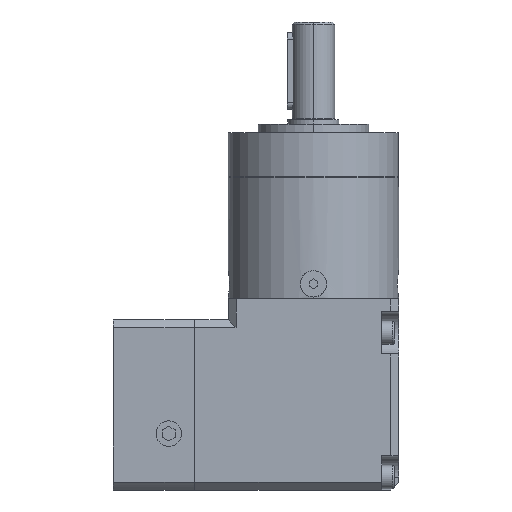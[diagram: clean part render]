
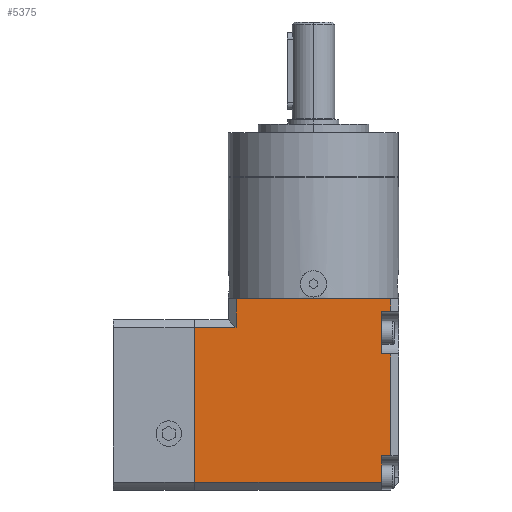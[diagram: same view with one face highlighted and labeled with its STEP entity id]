
A CAD part, front view. The second image highlights one B-rep face of the part: STEP entity #5375.
In plain terms, the highlighted planar face has unit normal (0, -1, 0).
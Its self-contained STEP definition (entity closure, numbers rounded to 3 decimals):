
#785=DIRECTION('',(-1.,0.,0.));
#786=VECTOR('',#785,36.4);
#787=CARTESIAN_POINT('',(65.2,-20.,25.));
#788=LINE('',#787,#786);
#811=DIRECTION('',(0.,0.,1.));
#812=VECTOR('',#811,6.229);
#813=CARTESIAN_POINT('',(63.,-20.,-18.2));
#814=LINE('',#813,#812);
#815=DIRECTION('',(-1.,0.,0.));
#816=VECTOR('',#815,43.9);
#817=CARTESIAN_POINT('',(63.,-20.,-18.2));
#818=LINE('',#817,#816);
#819=DIRECTION('',(0.,0.,1.));
#820=VECTOR('',#819,36.4);
#821=CARTESIAN_POINT('',(19.1,-20.,-18.2));
#822=LINE('',#821,#820);
#823=DIRECTION('',(-1.,0.,0.));
#824=VECTOR('',#823,9.7);
#825=CARTESIAN_POINT('',(28.8,-20.,18.2));
#826=LINE('',#825,#824);
#827=DIRECTION('',(0.,0.,-1.));
#828=VECTOR('',#827,6.8);
#829=CARTESIAN_POINT('',(28.8,-20.,25.));
#830=LINE('',#829,#828);
#831=DIRECTION('',(0.,0.,1.));
#832=VECTOR('',#831,3.029);
#833=CARTESIAN_POINT('',(65.2,-20.,21.971));
#834=LINE('',#833,#832);
#835=DIRECTION('',(-1.,0.,0.));
#836=VECTOR('',#835,2.2);
#837=CARTESIAN_POINT('',(65.2,-20.,21.971));
#838=LINE('',#837,#836);
#839=DIRECTION('',(0.,0.,1.));
#840=VECTOR('',#839,10.);
#841=CARTESIAN_POINT('',(63.,-20.,11.971));
#842=LINE('',#841,#840);
#843=DIRECTION('',(-1.,0.,0.));
#844=VECTOR('',#843,2.2);
#845=CARTESIAN_POINT('',(65.2,-20.,11.971));
#846=LINE('',#845,#844);
#847=DIRECTION('',(0.,0.,1.));
#848=VECTOR('',#847,23.941);
#849=CARTESIAN_POINT('',(65.2,-20.,-11.971));
#850=LINE('',#849,#848);
#851=DIRECTION('',(-1.,0.,0.));
#852=VECTOR('',#851,2.2);
#853=CARTESIAN_POINT('',(65.2,-20.,-11.971));
#854=LINE('',#853,#852);
#3519=CARTESIAN_POINT('',(65.2,-20.,25.));
#3521=VERTEX_POINT('',#3519);
#3616=CARTESIAN_POINT('',(28.8,-20.,25.));
#3618=VERTEX_POINT('',#3616);
#3619=CARTESIAN_POINT('',(28.8,-20.,18.2));
#3620=VERTEX_POINT('',#3619);
#3651=CARTESIAN_POINT('',(63.,-20.,-18.2));
#3652=CARTESIAN_POINT('',(63.,-20.,-11.971));
#3653=VERTEX_POINT('',#3651);
#3654=VERTEX_POINT('',#3652);
#3655=CARTESIAN_POINT('',(65.2,-20.,-11.971));
#3656=VERTEX_POINT('',#3655);
#3661=CARTESIAN_POINT('',(65.2,-20.,11.971));
#3662=VERTEX_POINT('',#3661);
#3699=CARTESIAN_POINT('',(63.,-20.,11.971));
#3700=CARTESIAN_POINT('',(63.,-20.,21.971));
#3701=VERTEX_POINT('',#3699);
#3702=VERTEX_POINT('',#3700);
#3703=CARTESIAN_POINT('',(65.2,-20.,21.971));
#3704=VERTEX_POINT('',#3703);
#3981=CARTESIAN_POINT('',(19.1,-20.,18.2));
#3982=VERTEX_POINT('',#3981);
#3991=CARTESIAN_POINT('',(19.1,-20.,-18.2));
#3992=VERTEX_POINT('',#3991);
#5346=CARTESIAN_POINT('',(67.,-20.,25.));
#5347=DIRECTION('',(0.,-1.,0.));
#5348=DIRECTION('',(-1.,0.,0.));
#5349=AXIS2_PLACEMENT_3D('',#5346,#5347,#5348);
#5350=PLANE('',#5349);
#5352=ORIENTED_EDGE('',*,*,#5351,.F.);
#5354=ORIENTED_EDGE('',*,*,#5353,.T.);
#5356=ORIENTED_EDGE('',*,*,#5355,.T.);
#5358=ORIENTED_EDGE('',*,*,#5357,.F.);
#5359=ORIENTED_EDGE('',*,*,#5337,.F.);
#5360=ORIENTED_EDGE('',*,*,#5302,.F.);
#5362=ORIENTED_EDGE('',*,*,#5361,.F.);
#5364=ORIENTED_EDGE('',*,*,#5363,.T.);
#5366=ORIENTED_EDGE('',*,*,#5365,.F.);
#5368=ORIENTED_EDGE('',*,*,#5367,.F.);
#5370=ORIENTED_EDGE('',*,*,#5369,.F.);
#5372=ORIENTED_EDGE('',*,*,#5371,.T.);
#5373=EDGE_LOOP('',(#5352,#5354,#5356,#5358,#5359,#5360,#5362,#5364,#5366,#5368,
#5370,#5372));
#5374=FACE_OUTER_BOUND('',#5373,.F.);
#5302=EDGE_CURVE('',#3521,#3618,#788,.T.);
#5337=EDGE_CURVE('',#3618,#3620,#830,.T.);
#5351=EDGE_CURVE('',#3653,#3654,#814,.T.);
#5353=EDGE_CURVE('',#3653,#3992,#818,.T.);
#5355=EDGE_CURVE('',#3992,#3982,#822,.T.);
#5357=EDGE_CURVE('',#3620,#3982,#826,.T.);
#5361=EDGE_CURVE('',#3704,#3521,#834,.T.);
#5363=EDGE_CURVE('',#3704,#3702,#838,.T.);
#5365=EDGE_CURVE('',#3701,#3702,#842,.T.);
#5367=EDGE_CURVE('',#3662,#3701,#846,.T.);
#5369=EDGE_CURVE('',#3656,#3662,#850,.T.);
#5371=EDGE_CURVE('',#3656,#3654,#854,.T.);
#5375=ADVANCED_FACE('',(#5374),#5350,.T.);
